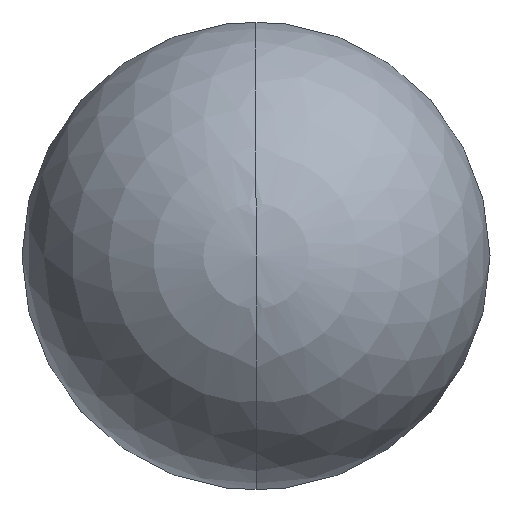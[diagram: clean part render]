
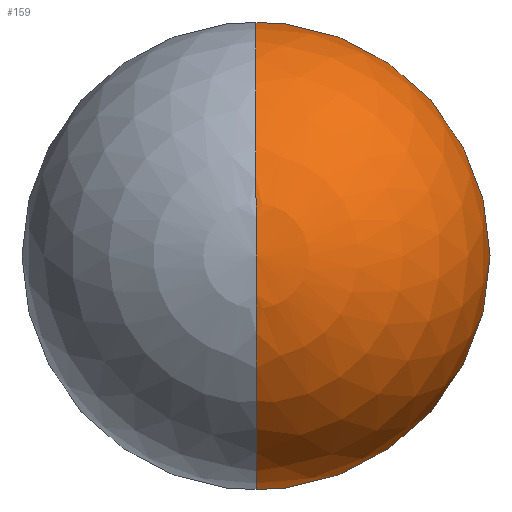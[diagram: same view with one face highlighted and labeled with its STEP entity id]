
A CAD part, left-side view. The second image highlights one B-rep face of the part: STEP entity #159.
In plain terms, the highlighted spherical face has radius 12.5 mm.
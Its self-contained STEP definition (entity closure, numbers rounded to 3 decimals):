
#97=VERTEX_POINT('',#231);
#109=EDGE_CURVE('',#123,#137,#244,.T.);
#115=EDGE_CURVE('',#97,#123,#251,.T.);
#123=VERTEX_POINT('',#260);
#137=VERTEX_POINT('',#278);
#159=ADVANCED_FACE('',(#303),#304,.T.);
#193=EDGE_CURVE('',#137,#97,#338,.T.);
#231=CARTESIAN_POINT('',(-46.5,0.,-7.5));
#244=CIRCLE('',#385,12.5);
#251=CIRCLE('',#394,12.5);
#260=CARTESIAN_POINT('',(-69.,0.,0.));
#278=CARTESIAN_POINT('',(-46.5,0.,7.5));
#303=FACE_OUTER_BOUND('',#457,.T.);
#304=SPHERICAL_SURFACE('',#458,12.5);
#338=CIRCLE('',#506,7.5);
#385=AXIS2_PLACEMENT_3D('',#565,#566,#567);
#394=AXIS2_PLACEMENT_3D('',#578,#579,#580);
#457=EDGE_LOOP('',(#648,#649,#650));
#458=AXIS2_PLACEMENT_3D('',#651,#652,#653);
#506=AXIS2_PLACEMENT_3D('',#672,#673,#674);
#565=CARTESIAN_POINT('',(-56.5,0.,0.));
#566=DIRECTION('',(-0.0,1.0,0.));
#567=DIRECTION('',(0.0,0.,-1.0));
#578=CARTESIAN_POINT('',(-56.5,0.,0.));
#579=DIRECTION('',(-0.0,1.0,0.));
#580=DIRECTION('',(0.0,0.,-1.0));
#648=ORIENTED_EDGE('',*,*,#109,.F.);
#649=ORIENTED_EDGE('',*,*,#115,.F.);
#650=ORIENTED_EDGE('',*,*,#193,.F.);
#651=CARTESIAN_POINT('',(-56.5,0.,0.));
#652=DIRECTION('',(1.0,0.0,0.0));
#653=DIRECTION('',(0.0,0.,1.0));
#672=CARTESIAN_POINT('',(-46.5,0.,0.));
#673=DIRECTION('',(1.0,0.0,0.0));
#674=DIRECTION('',(0.0,0.,1.0));
